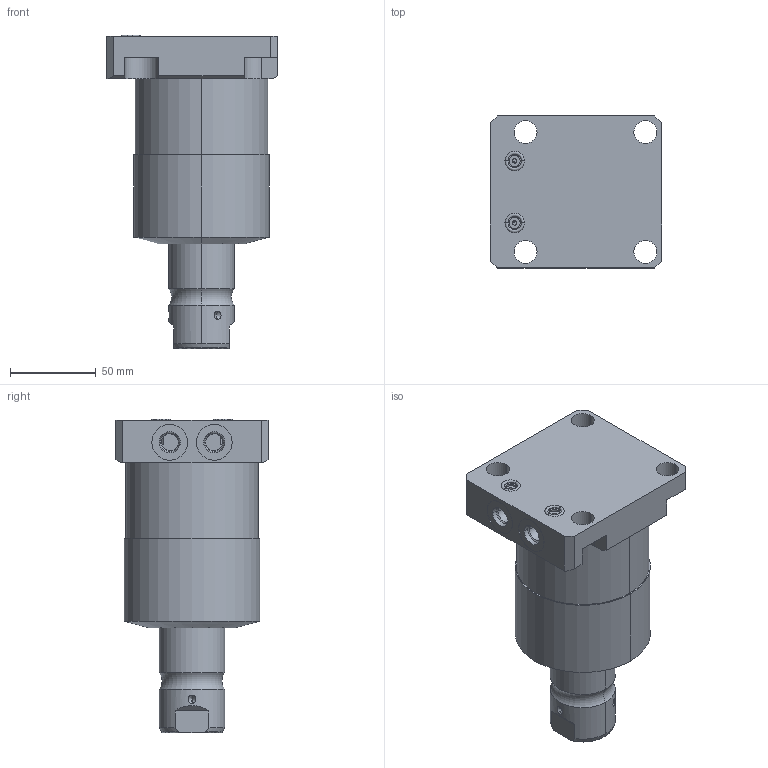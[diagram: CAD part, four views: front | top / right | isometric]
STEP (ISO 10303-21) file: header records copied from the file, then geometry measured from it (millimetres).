
FILE_DESCRIPTION((''),'2;1');
FILE_NAME('ILC14222101','2011-11-11T',('jdw'),(''),'PRO/ENGINEER BY PARAMETRIC TECHNOLOGY CORPORATION, 2007460','PRO/ENGINEER BY PARAMETRIC TECHNOLOGY CORPORATION, 2007460','');
FILE_SCHEMA(('AUTOMOTIVE_DESIGN_CC2 { 1 2 10303 214 -1 1 5 2 }'));
Length unit declared in the file: inch
Products named in the file (1): ILC14222101
Bounding box: 100 x 88.9 x 183.18 mm (x, y, z)
Volume: 717160.9 mm3; surface area: 61305 mm2
Topology: 1 solids, 1 shells, 122 faces, 309 edges, 190 vertices
Faces by surface type: cylinder 46, plane 44, cone 20, torus 12
Entity records: 5057 total; most frequent: CARTESIAN_POINT 788, DIRECTION 643, ORIENTED_EDGE 602, PRESENTATION_STYLE_ASSIGNMENT 323, STYLED_ITEM 302, CURVE_STYLE 301, EDGE_CURVE 301, AXIS2_PLACEMENT_3D 244
